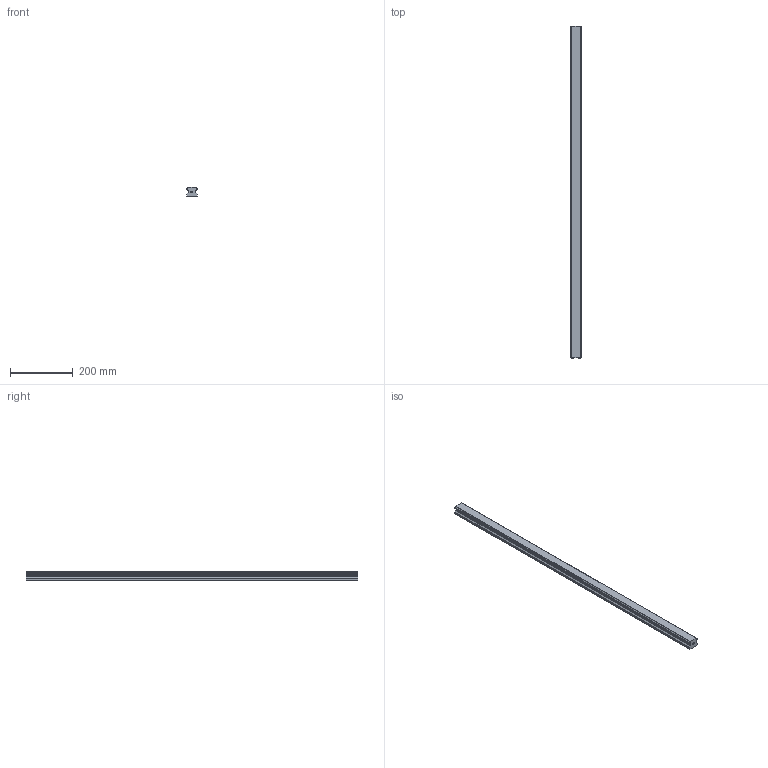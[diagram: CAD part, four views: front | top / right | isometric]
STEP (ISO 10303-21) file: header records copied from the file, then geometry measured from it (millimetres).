
FILE_DESCRIPTION(('STEP AP214'),'1');
FILE_NAME('cctmp_9BA7AEDA-9939-4238-BE96-C9A45D6D2F14_2021_01_27_10_24_59_0581..stp','2021-01-27T09:24:59',('HIWIN GmbH'),('CADClick - www.CADClick.com'),'Spatial InterOp 3D',' ','unknown authorization');
FILE_SCHEMA(('AUTOMOTIVE_DESIGN'));
Length unit declared in the file: millimetre
Products named in the file (1): HGR35T1060C_FILE
Bounding box: 34 x 1060 x 29 mm (x, y, z)
Volume: 893597.6 mm3; surface area: 144972.6 mm2
Topology: 1 solids, 1 shells, 171 faces, 467 edges, 288 vertices
Faces by surface type: plane 93, cylinder 50, cone 28
Entity records: 6553 total; most frequent: CARTESIAN_POINT 899, DIRECTION 883, ORIENTED_EDGE 878, EDGE_CURVE 439, LINE 339, VECTOR 339, VERTEX_POINT 288, AXIS2_PLACEMENT_3D 272
